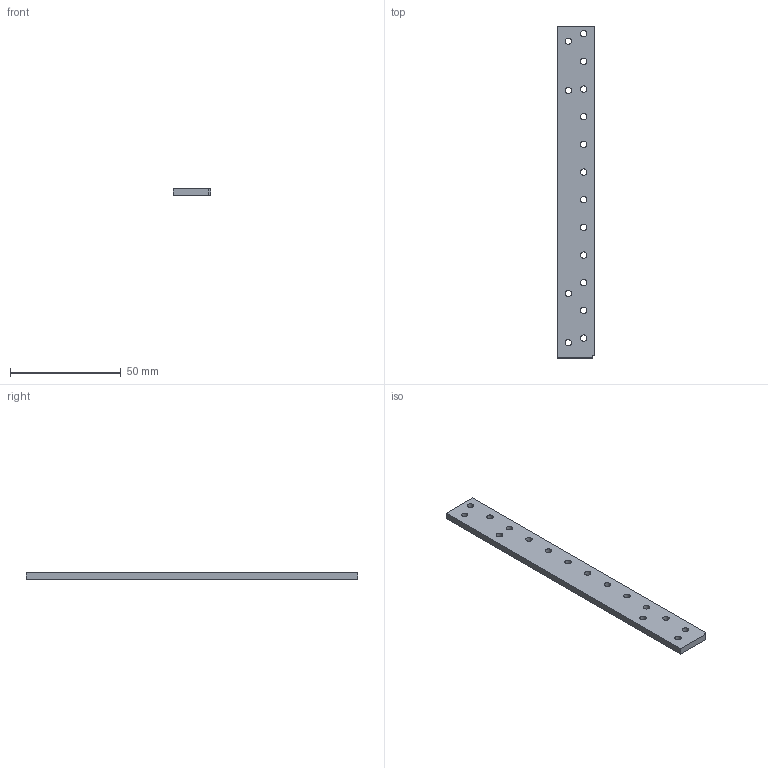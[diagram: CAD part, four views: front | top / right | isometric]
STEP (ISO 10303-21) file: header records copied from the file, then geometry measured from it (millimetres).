
FILE_DESCRIPTION(/* description */ (''),/* implementation_level */ '2;1');
FILE_NAME(/* name */ 'Interface triangle adaptator.dwg.stp',/* time_stamp */ '2020-02-11T15:10:47+01:00',/* author */ ('manon.carpentier'),/* organization */ (''),/* preprocessor_version */ 'ST-DEVELOPER v18',/* originating_system */ 'Autodesk Inventor 2020',/* authorisation */ '');
FILE_SCHEMA (('CONFIG_CONTROL_DESIGN'));
Length unit declared in the file: millimetre
Products named in the file (1): Interface triangle adaptator
Bounding box: 17 x 150 x 3 mm (x, y, z)
Volume: 7330 mm3; surface area: 6325.9 mm2
Topology: 1 solids, 1 shells, 24 faces, 82 edges, 60 vertices
Faces by surface type: cylinder 16, plane 8
Full cylindrical faces by diameter (mm): 2.9 x16
Entity records: 1047 total; most frequent: DIRECTION 180, CARTESIAN_POINT 167, ORIENTED_EDGE 164, EDGE_CURVE 82, AXIS2_PLACEMENT_3D 73, VERTEX_POINT 60, EDGE_LOOP 56, CIRCLE 48
